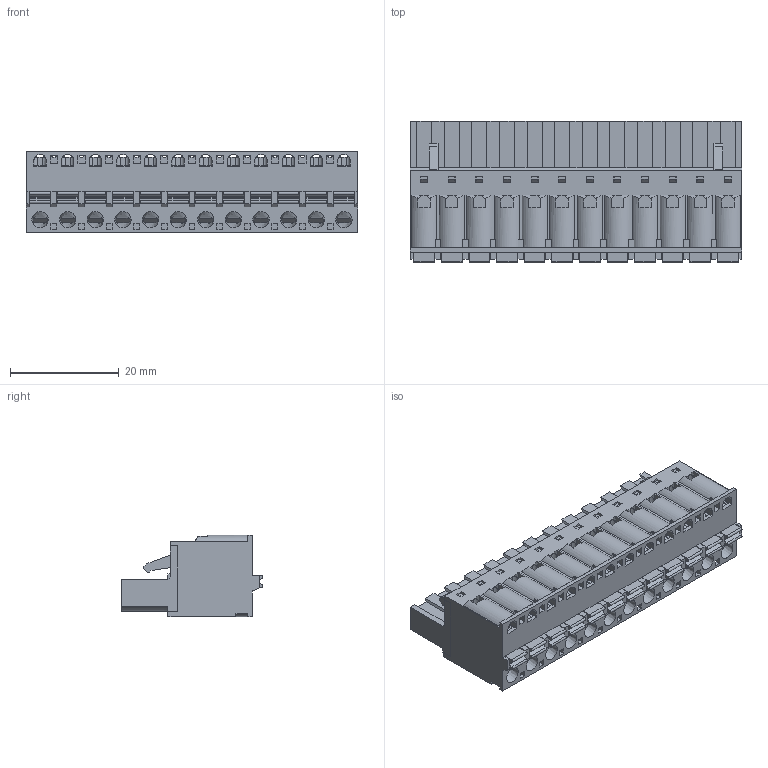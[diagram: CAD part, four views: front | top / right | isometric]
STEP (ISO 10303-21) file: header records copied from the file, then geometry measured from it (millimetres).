
FILE_DESCRIPTION(/* description */ ('Unknown'),/* implementation_level */ '2;1');
FILE_NAME(/* name */ '691353500012',/* time_stamp */ '2022-01-18T15:37:09+01:00',/* author */ ('Unknown'),/* organization */ ('Unknown'),/* preprocessor_version */ 'ST-DEVELOPER v16.7',/* originating_system */ 'Solid Edge',/* authorisation */ 'Unknown');
FILE_SCHEMA (('AUTOMOTIVE_DESIGN {1 0 10303 214 3 1 1}'));
Length unit declared in the file: millimetre
Products named in the file (6): 6913535000xx; 691353500012; 691353500012_BAS; 6913535000xx_LANGUETTE; 6913535000xx_PIN; 6913535000xx_BOUTON
Assembly tree (38 placements, depth 2):
  6913535000xx
    691353500012
    691353500012_BAS
    6913535000xx_LANGUETTE  x12
    6913535000xx_PIN  x12
    6913535000xx_BOUTON  x12
Bounding box: 60.96 x 26.05 x 15 mm (x, y, z)
Volume: 9628.5 mm3; surface area: 23998.4 mm2
Topology: 38 solids, 38 shells, 3274 faces, 9347 edges, 6092 vertices
Faces by surface type: plane 2534, cylinder 692, bspline 36, cone 12
Full cylindrical faces by diameter (mm): 1.5 x12, 3 x12
Entity records: 56958 total; most frequent: CARTESIAN_POINT 11516, ORIENTED_EDGE 9750, DIRECTION 8829, EDGE_CURVE 4875, LINE 4251, VECTOR 4251, VERTEX_POINT 3208, AXIS2_PLACEMENT_3D 2289
